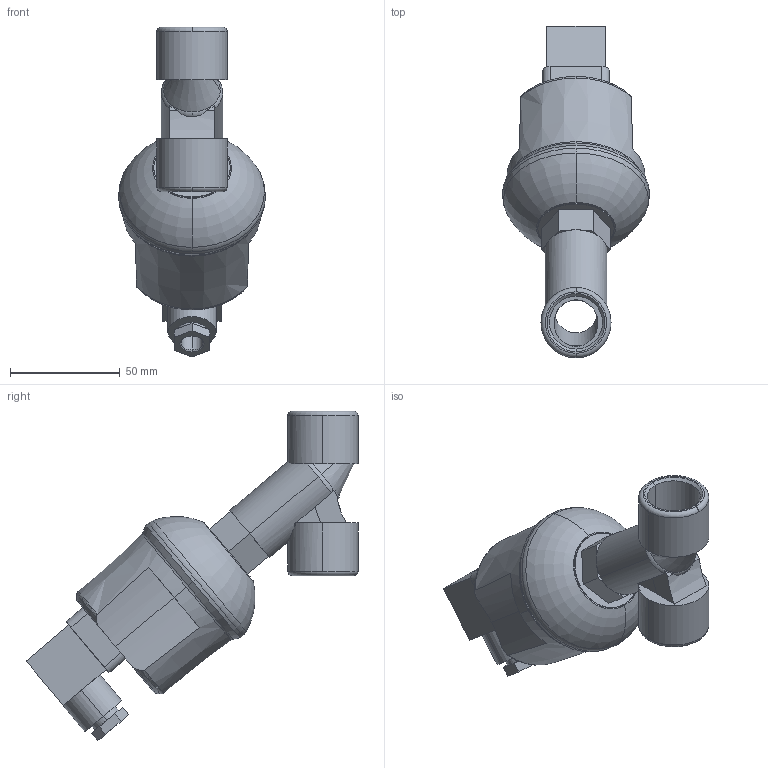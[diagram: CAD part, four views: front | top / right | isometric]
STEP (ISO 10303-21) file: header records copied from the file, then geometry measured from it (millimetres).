
FILE_DESCRIPTION(('STEP AP203'),'1');
FILE_NAME('motorised_valves_e290c54v0ka00v1.stp','2015-06-11T08:44:21',('TraceParts'),('TraceParts S.A.'),'Spatial InterOp 3D',' ',' ');
FILE_SCHEMA(('CONFIG_CONTROL_DESIGN'));
Length unit declared in the file: millimetre
Products named in the file (1): 1
Bounding box: 67 x 151.46 x 150.39 mm (x, y, z)
Volume: 260965.5 mm3; surface area: 39326.3 mm2
Topology: 1 solids, 1 shells, 140 faces, 363 edges, 234 vertices
Faces by surface type: plane 60, cylinder 42, torus 20, cone 15, sphere 3
Entity records: 4890 total; most frequent: CARTESIAN_POINT 1293, DIRECTION 805, ORIENTED_EDGE 726, EDGE_CURVE 363, AXIS2_PLACEMENT_3D 329, VERTEX_POINT 234, CIRCLE 166, EDGE_LOOP 151
